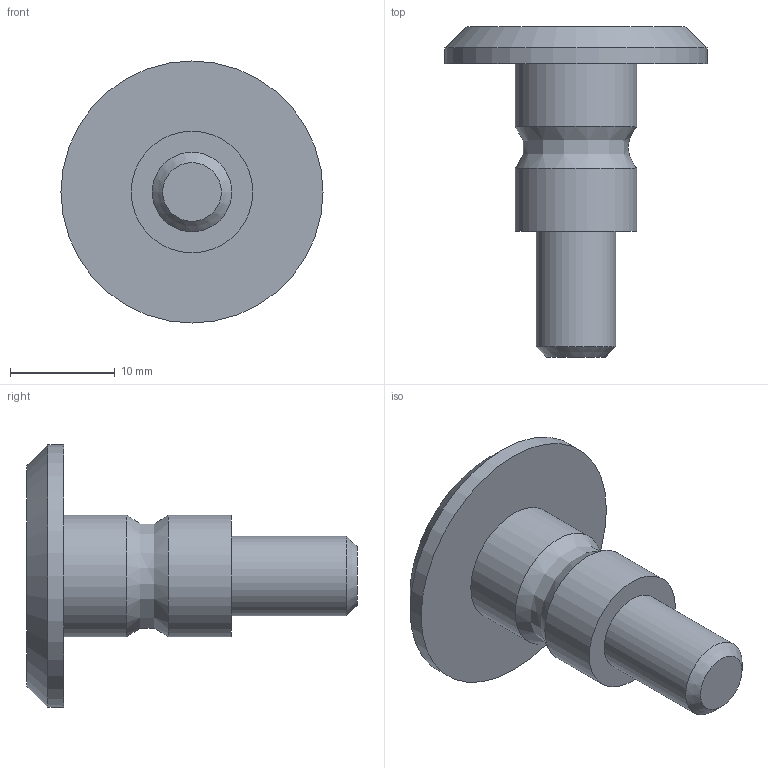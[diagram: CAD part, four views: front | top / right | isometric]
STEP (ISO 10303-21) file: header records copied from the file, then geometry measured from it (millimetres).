
FILE_DESCRIPTION(/* description */ (''),/* implementation_level */ '2;1');
FILE_NAME(/* name */ 'Spindle_Screw.stp',/* time_stamp */ '2023-09-23T09:06:24+08:00',/* author */ ('nicx5'),/* organization */ (''),/* preprocessor_version */ 'ST-DEVELOPER v19.2',/* originating_system */ 'Autodesk Inventor 2024',/* authorisation */ '');
FILE_SCHEMA (('AUTOMOTIVE_DESIGN { 1 0 10303 214 3 1 1 }'));
Length unit declared in the file: millimetre
Products named in the file (1): Spindle_Screw
Bounding box: 25 x 31.5 x 25 mm (x, y, z)
Volume: 3557.8 mm3; surface area: 2113.3 mm2
Topology: 1 solids, 1 shells, 24 faces, 50 edges, 31 vertices
Faces by surface type: plane 17, cylinder 4, cone 2, bspline 1
Full cylindrical faces by diameter (mm): 7.6 x1, 11.6 x2, 25 x1
Entity records: 739 total; most frequent: CARTESIAN_POINT 176, DIRECTION 110, ORIENTED_EDGE 100, EDGE_CURVE 50, AXIS2_PLACEMENT_3D 37, LINE 36, VECTOR 36, VERTEX_POINT 31
